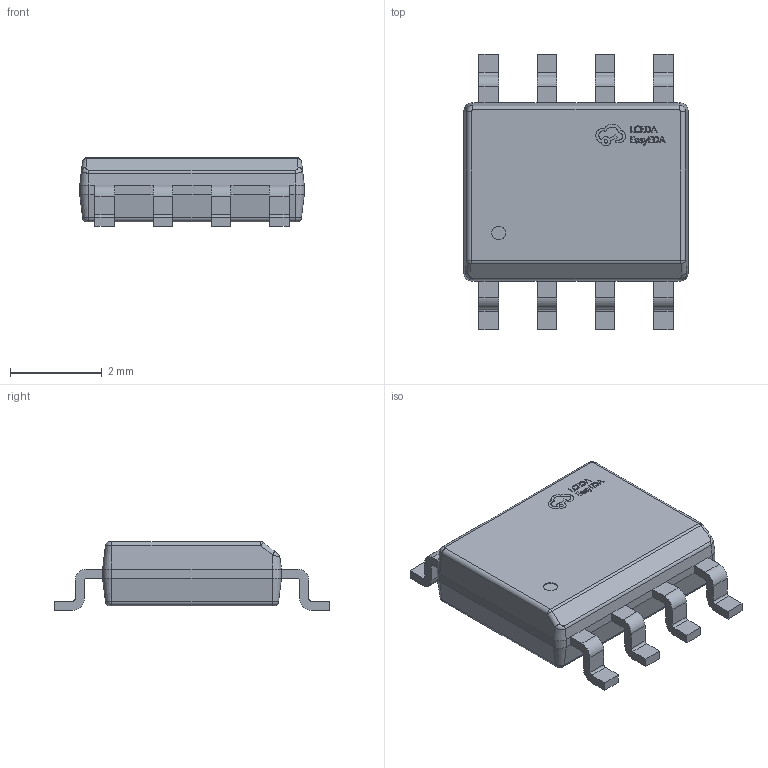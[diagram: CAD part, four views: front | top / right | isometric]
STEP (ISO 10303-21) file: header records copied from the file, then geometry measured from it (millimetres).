
FILE_DESCRIPTION (( 'STEP AP214' ), '1' );
FILE_NAME ('SOP-8_L4.9-W3.9-P1.27-LS6.0-BL-1.step', '2022-07-26T10:19:37', ( '' ), ( '' ), 'SwSTEP 2.0', 'SolidWorks 2020', '' );
FILE_SCHEMA (( 'AUTOMOTIVE_DESIGN' ));
Length unit declared in the file: millimetre
Products named in the file (1): SOP-8_L4.9-W3.9-P1.27-LS6.0-BL-1
Bounding box: 4.9 x 6 x 1.5 mm (x, y, z)
Volume: 26.8 mm3; surface area: 74.8 mm2
Topology: 14 solids, 14 shells, 453 faces, 1181 edges, 764 vertices
Faces by surface type: plane 274, bspline 114, cylinder 49, cone 8, torus 6, sphere 2
Entity records: 19478 total; most frequent: CARTESIAN_POINT 4551, ORIENTED_EDGE 2362, DIRECTION 1739, EDGE_CURVE 1181, VECTOR 839, LINE 839, VERTEX_POINT 764, EDGE_LOOP 473
